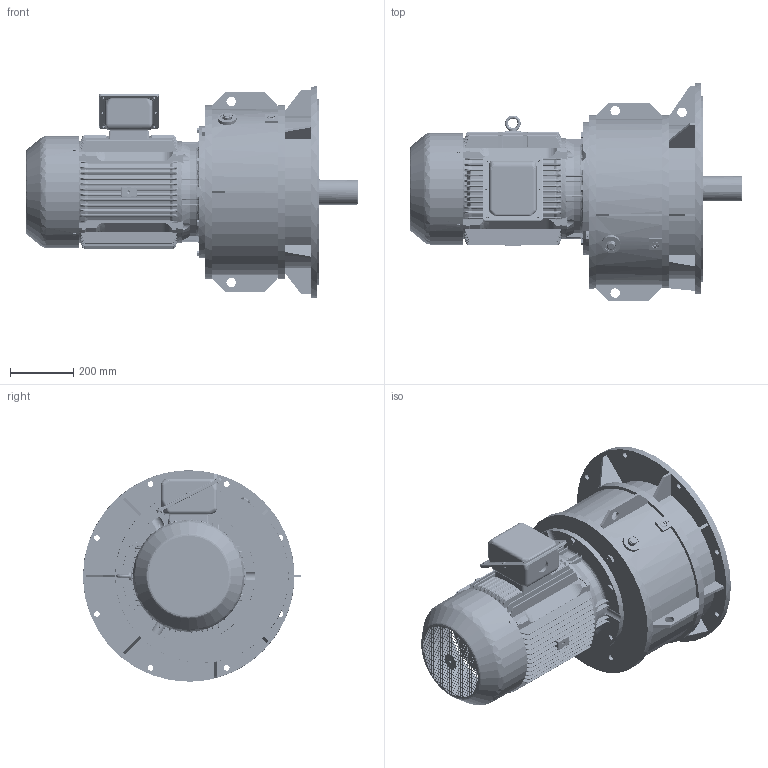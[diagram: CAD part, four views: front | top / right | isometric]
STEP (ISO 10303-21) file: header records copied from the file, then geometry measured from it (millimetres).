
FILE_DESCRIPTION (( 'STEP AP214' ), '1' );
FILE_NAME ('EK2DO07214h001_FVM_18.5kW_R5_CUSTOMER.stp', '2022-06-27T02:38:13', ( 'Windows 餌辨濠' ), ( '' ), 'SwSTEP 2.0', 'SolidWorks 2021', '' );
FILE_SCHEMA (( 'AUTOMOTIVE_DESIGN' ));
Length unit declared in the file: millimetre
Products named in the file (1): EK2DO07214h001_FVM_18.5kW_R5_CUSTOMER
Bounding box: 1052.5 x 691 x 670 mm (x, y, z)
Volume: 106575921.4 mm3; surface area: 4738707.2 mm2
Topology: 40 solids, 40 shells, 7641 faces, 20544 edges, 12996 vertices
Faces by surface type: cylinder 3005, plane 2761, bspline 1557, cone 318
Full cylindrical faces by diameter (mm): 1.5 x1, 2.6 x4, 3 x1, 5 x6, 6 x10, 7 x12, 8 x6, 8.376 x12, 9 x1, 9.4 x1, 10.106 x18, 11 x8, 11.835 x4, 12 x19, 14 x10, 16 x1, 16.6 x14, 18 x9, 19 x6, 20.376 x2, 22 x1, 24.117 x1, 25 x1, 26 x1, 27 x1, 28 x1, 30 x5, 30.291 x1, 32 x2, 42 x1
Entity records: 306966 total; most frequent: CARTESIAN_POINT 122023, ORIENTED_EDGE 40302, DIRECTION 35833, EDGE_CURVE 20151, VERTEX_POINT 12931, AXIS2_PLACEMENT_3D 12734, VECTOR 10365, LINE 10365
